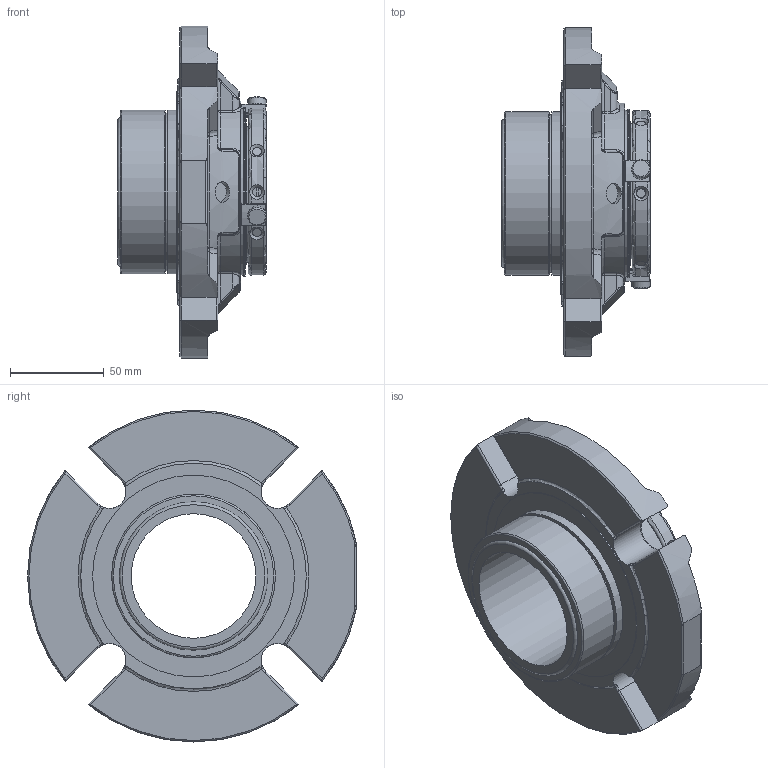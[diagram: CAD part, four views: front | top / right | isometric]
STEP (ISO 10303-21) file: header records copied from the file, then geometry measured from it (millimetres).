
FILE_DESCRIPTION(/* description */ ('Unknown'),/* implementation_level */ '2;1');
FILE_NAME(/* name */ '2.625',/* time_stamp */ '2023-02-15T16:01:05+00:00',/* author */ ('Unknown'),/* organization */ ('Unknown'),/* preprocessor_version */ 'ST-DEVELOPER v16.7',/* originating_system */ 'Solid Edge',/* authorisation */ 'Unknown');
FILE_SCHEMA (('AUTOMOTIVE_DESIGN {1 0 10303 214 3 1 1}'));
Length unit declared in the file: millimetre
Products named in the file (1): 2.625
Bounding box: 79.64 x 175.92 x 177.55 mm (x, y, z)
Volume: 541343.3 mm3; surface area: 92737.7 mm2
Topology: 1 solids, 1 shells, 591 faces, 1545 edges, 977 vertices
Faces by surface type: plane 220, cylinder 153, bspline 89, torus 71, cone 42, sphere 16
Full cylindrical faces by diameter (mm): 3.761 x1, 4.917 x2, 6 x3, 10 x3, 10.998 x3, 66.675 x1, 69.825 x1, 77.775 x1, 79.35 x1, 84.277 x1, 87.3 x1, 87.63 x1, 88.849 x1, 90.373 x1, 107.95 x1
Entity records: 24953 total; most frequent: CARTESIAN_POINT 7564, ORIENTED_EDGE 2892, DIRECTION 2481, EDGE_CURVE 1446, AXIS2_PLACEMENT_3D 976, VERTEX_POINT 936, EDGE_LOOP 696, FACE_BOUND 696
